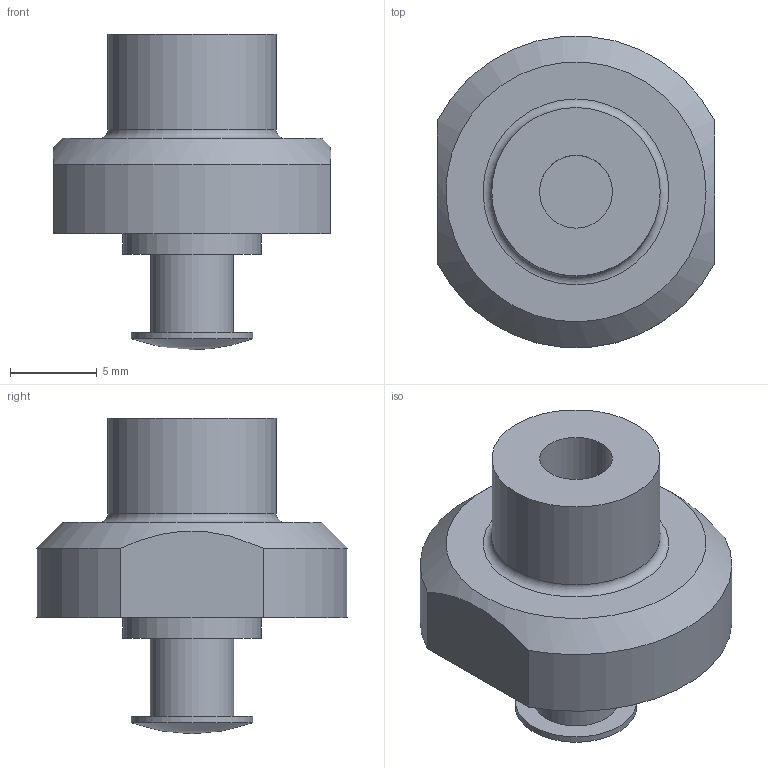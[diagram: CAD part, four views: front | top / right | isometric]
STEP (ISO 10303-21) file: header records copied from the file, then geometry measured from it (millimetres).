
FILE_DESCRIPTION( ( '' ), '1' );
FILE_NAME( '0109157.stp', '2003-11-18T15:14:46', ( 'Andreas Norlén' ), ( 'PIAB AB' ), 'XStep 1.0', 'Solid Edge V14', ' ' );
FILE_SCHEMA( ( 'CONFIG_CONTROL_DESIGN' ) );
Length unit declared in the file: millimetre
Products named in the file (1): 1
Bounding box: 16 x 17.94 x 18.2 mm (x, y, z)
Volume: 1805.9 mm3; surface area: 1168.7 mm2
Topology: 1 solids, 1 shells, 18 faces, 34 edges, 22 vertices
Faces by surface type: plane 8, cylinder 7, cone 1, torus 1, sphere 1
Full cylindrical faces by diameter (mm): 4.2 x1, 4.8 x1, 7 x1, 8 x1, 9.72 x1
Entity records: 471 total; most frequent: CARTESIAN_POINT 93, DIRECTION 76, ORIENTED_EDGE 48, AXIS2_PLACEMENT_3D 35, EDGE_LOOP 30, FACE_OUTER_BOUND 24, EDGE_CURVE 24, VERTEX_POINT 20
